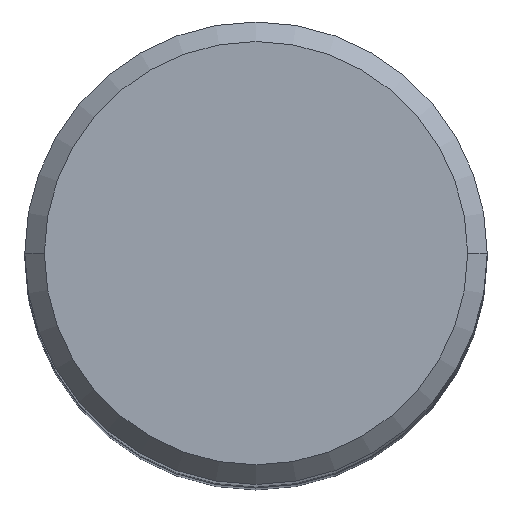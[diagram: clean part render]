
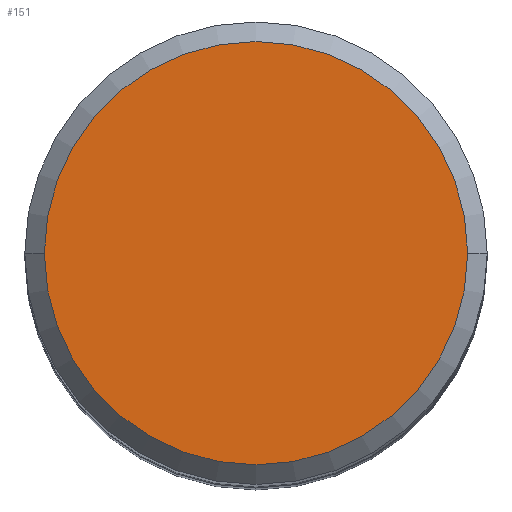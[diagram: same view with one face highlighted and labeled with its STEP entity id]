
A CAD part, top view. The second image highlights one B-rep face of the part: STEP entity #151.
In plain terms, the highlighted planar face has unit normal (0, 0, 1).
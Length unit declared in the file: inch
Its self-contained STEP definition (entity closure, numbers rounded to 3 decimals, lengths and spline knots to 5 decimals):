
#19 = CARTESIAN_POINT ( 'NONE',  ( 0., 0.2162, 0. ) ) ;
#24 = CIRCLE ( 'NONE', #100, 0.2162 ) ;
#58 = DIRECTION ( 'NONE',  ( 1., 0., 0. ) ) ;
#99 = ORIENTED_EDGE ( 'NONE', *, *, #203, .T. ) ;
#100 = AXIS2_PLACEMENT_3D ( 'NONE', #153, #286, #58 ) ;
#151 = ADVANCED_FACE ( 'NONE', ( #326 ), #455, .F. ) ;
#153 = CARTESIAN_POINT ( 'NONE',  ( 0., 0., 0. ) ) ;
#178 = VERTEX_POINT ( 'NONE', #287 ) ;
#199 = DIRECTION ( 'NONE',  ( 0., 0., 1. ) ) ;
#203 = EDGE_CURVE ( 'NONE', #439, #178, #537, .T. ) ;
#286 = DIRECTION ( 'NONE',  ( 0., 0., 1. ) ) ;
#287 = CARTESIAN_POINT ( 'NONE',  ( -0.2162, 0., 0. ) ) ;
#326 = FACE_OUTER_BOUND ( 'NONE', #348, .T. ) ;
#348 = EDGE_LOOP ( 'NONE', ( #424, #99 ) ) ;
#392 = AXIS2_PLACEMENT_3D ( 'NONE', #19, #499, #496 ) ;
#420 = DIRECTION ( 'NONE',  ( 1., 0., 0. ) ) ;
#424 = ORIENTED_EDGE ( 'NONE', *, *, #474, .T. ) ;
#439 = VERTEX_POINT ( 'NONE', #527 ) ;
#452 = AXIS2_PLACEMENT_3D ( 'NONE', #463, #199, #420 ) ;
#455 = PLANE ( 'NONE',  #392 ) ;
#463 = CARTESIAN_POINT ( 'NONE',  ( 0., 0., 0. ) ) ;
#474 = EDGE_CURVE ( 'NONE', #178, #439, #24, .T. ) ;
#496 = DIRECTION ( 'NONE',  ( -1., 0., 0. ) ) ;
#499 = DIRECTION ( 'NONE',  ( 0., 0., -1. ) ) ;
#527 = CARTESIAN_POINT ( 'NONE',  ( 0.2162, 0., 0. ) ) ;
#537 = CIRCLE ( 'NONE', #452, 0.2162 ) ;
